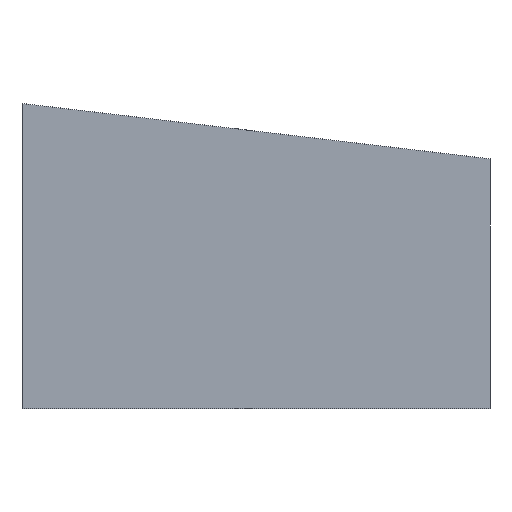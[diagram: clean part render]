
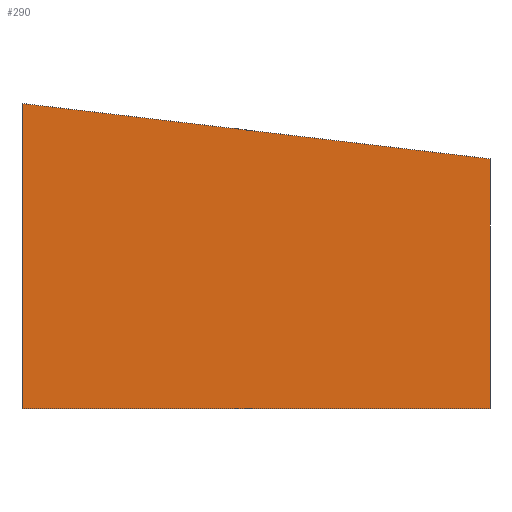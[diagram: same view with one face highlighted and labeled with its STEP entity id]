
A CAD part, top view. The second image highlights one B-rep face of the part: STEP entity #290.
In plain terms, the highlighted planar face has unit normal (0, 0, 1).
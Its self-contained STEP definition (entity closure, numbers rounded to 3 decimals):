
#24 = VERTEX_POINT('',#25);
#25 = CARTESIAN_POINT('',(46.884,-0.384,11.));
#31 = PLANE('',#32);
#32 = AXIS2_PLACEMENT_3D('',#33,#34,#35);
#33 = CARTESIAN_POINT('',(23.25,-0.192,5.5));
#34 = DIRECTION('',(0.,-0.999,
    -0.035));
#35 = DIRECTION('',(1.,0.,0.));
#42 = PLANE('',#43);
#43 = AXIS2_PLACEMENT_3D('',#44,#45,#46);
#44 = CARTESIAN_POINT('',(46.692,12.239,5.5));
#45 = DIRECTION('',(0.999,0.,
    -0.035));
#46 = DIRECTION('',(0.,1.,
    0.));
#53 = EDGE_CURVE('',#54,#24,#56,.T.);
#54 = VERTEX_POINT('',#55);
#55 = CARTESIAN_POINT('',(-0.384,-0.384,11.));
#56 = SURFACE_CURVE('',#57,(#61,#68),.PCURVE_S1.);
#57 = LINE('',#58,#59);
#58 = CARTESIAN_POINT('',(0.,-0.384,11.));
#59 = VECTOR('',#60,1.);
#60 = DIRECTION('',(1.,0.,0.));
#61 = PCURVE('',#31,#62);
#62 = DEFINITIONAL_REPRESENTATION('',(#63),#67);
#63 = LINE('',#64,#65);
#64 = CARTESIAN_POINT('',(-23.25,5.503));
#65 = VECTOR('',#66,1.);
#66 = DIRECTION('',(1.,0.));
#67 = ( GEOMETRIC_REPRESENTATION_CONTEXT(2) 
PARAMETRIC_REPRESENTATION_CONTEXT() REPRESENTATION_CONTEXT('2D SPACE',''
  ) );
#68 = PCURVE('',#69,#74);
#69 = PLANE('',#70);
#70 = AXIS2_PLACEMENT_3D('',#71,#72,#73);
#71 = CARTESIAN_POINT('',(-0.384,-0.384,11.));
#72 = DIRECTION('',(0.,0.,1.));
#73 = DIRECTION('',(0.882,0.471,0.));
#74 = DEFINITIONAL_REPRESENTATION('',(#75),#79);
#75 = LINE('',#76,#77);
#76 = CARTESIAN_POINT('',(0.339,-0.181));
#77 = VECTOR('',#78,1.);
#78 = DIRECTION('',(0.882,-0.471));
#79 = ( GEOMETRIC_REPRESENTATION_CONTEXT(2) 
PARAMETRIC_REPRESENTATION_CONTEXT() REPRESENTATION_CONTEXT('2D SPACE',''
  ) );
#95 = PLANE('',#96);
#96 = AXIS2_PLACEMENT_3D('',#97,#98,#99);
#97 = CARTESIAN_POINT('',(-0.192,15.012,5.5));
#98 = DIRECTION('',(-0.999,0.,
    -0.035));
#99 = DIRECTION('',(0.,-1.,
    0.));
#138 = VERTEX_POINT('',#139);
#139 = CARTESIAN_POINT('',(46.884,24.841,11.));
#151 = PLANE('',#152);
#152 = AXIS2_PLACEMENT_3D('',#153,#154,#155);
#153 = CARTESIAN_POINT('',(23.25,27.443,5.5));
#154 = DIRECTION('',(0.117,0.992,-0.035));
#155 = DIRECTION('',(-0.993,0.117,0.)
  );
#162 = EDGE_CURVE('',#24,#138,#163,.T.);
#163 = SURFACE_CURVE('',#164,(#168,#175),.PCURVE_S1.);
#164 = LINE('',#165,#166);
#165 = CARTESIAN_POINT('',(46.884,0.,11.));
#166 = VECTOR('',#167,1.);
#167 = DIRECTION('',(0.,1.,0.));
#168 = PCURVE('',#42,#169);
#169 = DEFINITIONAL_REPRESENTATION('',(#170),#174);
#170 = LINE('',#171,#172);
#171 = CARTESIAN_POINT('',(-12.242,5.498));
#172 = VECTOR('',#173,1.);
#173 = DIRECTION('',(1.,0.));
#174 = ( GEOMETRIC_REPRESENTATION_CONTEXT(2) 
PARAMETRIC_REPRESENTATION_CONTEXT() REPRESENTATION_CONTEXT('2D SPACE',''
  ) );
#175 = PCURVE('',#69,#176);
#176 = DEFINITIONAL_REPRESENTATION('',(#177),#181);
#177 = LINE('',#178,#179);
#178 = CARTESIAN_POINT('',(41.882,-21.916));
#179 = VECTOR('',#180,1.);
#180 = DIRECTION('',(0.471,0.882));
#181 = ( GEOMETRIC_REPRESENTATION_CONTEXT(2) 
PARAMETRIC_REPRESENTATION_CONTEXT() REPRESENTATION_CONTEXT('2D SPACE',''
  ) );
#290 = ADVANCED_FACE('',(#291),#69,.T.);
#291 = FACE_BOUND('',#292,.T.);
#292 = EDGE_LOOP('',(#293,#294,#295,#318));
#293 = ORIENTED_EDGE('',*,*,#53,.T.);
#294 = ORIENTED_EDGE('',*,*,#162,.T.);
#295 = ORIENTED_EDGE('',*,*,#296,.T.);
#296 = EDGE_CURVE('',#138,#297,#299,.T.);
#297 = VERTEX_POINT('',#298);
#298 = CARTESIAN_POINT('',(-0.384,30.432,11.));
#299 = SURFACE_CURVE('',#300,(#304,#311),.PCURVE_S1.);
#300 = LINE('',#301,#302);
#301 = CARTESIAN_POINT('',(46.545,24.881,11.));
#302 = VECTOR('',#303,1.);
#303 = DIRECTION('',(-0.993,0.117,0.));
#304 = PCURVE('',#69,#305);
#305 = DEFINITIONAL_REPRESENTATION('',(#306),#310);
#306 = LINE('',#307,#308);
#307 = CARTESIAN_POINT('',(53.298,0.195));
#308 = VECTOR('',#309,1.);
#309 = DIRECTION('',(-0.821,0.571));
#310 = ( GEOMETRIC_REPRESENTATION_CONTEXT(2) 
PARAMETRIC_REPRESENTATION_CONTEXT() REPRESENTATION_CONTEXT('2D SPACE',''
  ) );
#311 = PCURVE('',#151,#312);
#312 = DEFINITIONAL_REPRESENTATION('',(#313),#317);
#313 = LINE('',#314,#315);
#314 = CARTESIAN_POINT('',(-23.433,5.509));
#315 = VECTOR('',#316,1.);
#316 = DIRECTION('',(1.,0.));
#317 = ( GEOMETRIC_REPRESENTATION_CONTEXT(2) 
PARAMETRIC_REPRESENTATION_CONTEXT() REPRESENTATION_CONTEXT('2D SPACE',''
  ) );
#318 = ORIENTED_EDGE('',*,*,#319,.T.);
#319 = EDGE_CURVE('',#297,#54,#320,.T.);
#320 = SURFACE_CURVE('',#321,(#325,#332),.PCURVE_S1.);
#321 = LINE('',#322,#323);
#322 = CARTESIAN_POINT('',(-0.384,30.,11.));
#323 = VECTOR('',#324,1.);
#324 = DIRECTION('',(0.,-1.,0.));
#325 = PCURVE('',#69,#326);
#326 = DEFINITIONAL_REPRESENTATION('',(#327),#331);
#327 = LINE('',#328,#329);
#328 = CARTESIAN_POINT('',(14.305,26.806));
#329 = VECTOR('',#330,1.);
#330 = DIRECTION('',(-0.471,-0.882));
#331 = ( GEOMETRIC_REPRESENTATION_CONTEXT(2) 
PARAMETRIC_REPRESENTATION_CONTEXT() REPRESENTATION_CONTEXT('2D SPACE',''
  ) );
#332 = PCURVE('',#95,#333);
#333 = DEFINITIONAL_REPRESENTATION('',(#334),#338);
#334 = LINE('',#335,#336);
#335 = CARTESIAN_POINT('',(-14.99,5.498));
#336 = VECTOR('',#337,1.);
#337 = DIRECTION('',(1.,0.));
#338 = ( GEOMETRIC_REPRESENTATION_CONTEXT(2) 
PARAMETRIC_REPRESENTATION_CONTEXT() REPRESENTATION_CONTEXT('2D SPACE',''
  ) );
